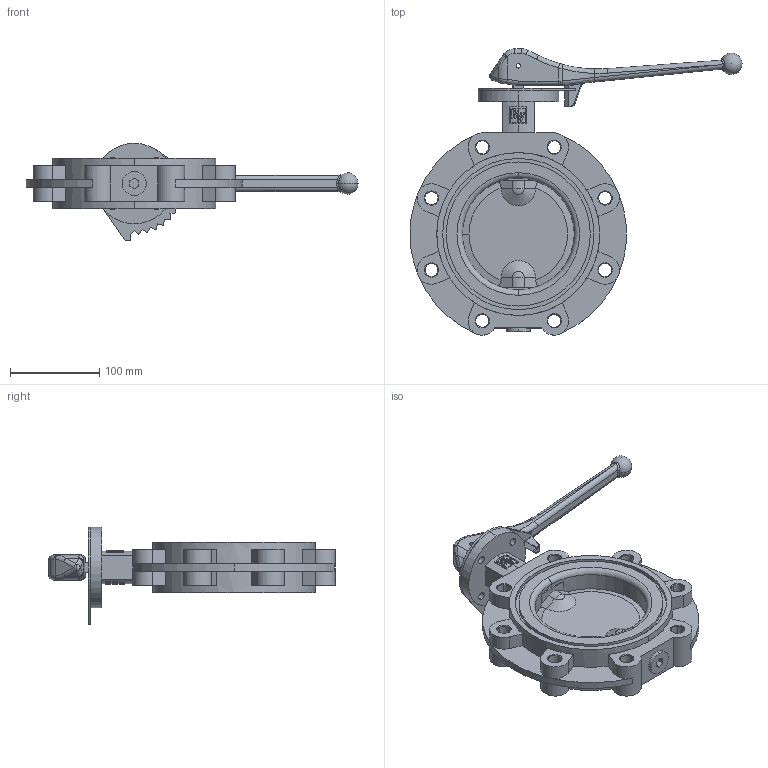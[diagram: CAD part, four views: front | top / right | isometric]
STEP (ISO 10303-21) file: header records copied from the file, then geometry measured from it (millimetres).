
FILE_DESCRIPTION (( 'STEP AP214' ), '1' );
FILE_NAME ('EVTLS DN125 PN16 - LEVER L2.STEP', '2020-03-10T09:35:02', ( 'Administrator' ), ( 'EuroValve' ), 'SwSTEP 2.0', 'SolidWorks 2015', '' );
FILE_SCHEMA (( 'AUTOMOTIVE_DESIGN' ));
Length unit declared in the file: millimetre
Products named in the file (3): EVTLS DN40-350_DN 125 PN16; EVTLS DN125 PN16 - LEVER L2; EV LEVER L2
Assembly tree (2 placements, depth 2):
  EVTLS DN125 PN16 - LEVER L2
    EVTLS DN40-350_DN 125 PN16
    EV LEVER L2
Bounding box: 371 x 319.99 x 109 mm (x, y, z)
Volume: 1498751.7 mm3; surface area: 231298.7 mm2
Topology: 2 solids, 2 shells, 644 faces, 1692 edges, 1062 vertices
Faces by surface type: plane 284, cylinder 167, bspline 110, cone 48, torus 25, sphere 10
Entity records: 25801 total; most frequent: CARTESIAN_POINT 7567, ORIENTED_EDGE 3338, DIRECTION 3027, EDGE_CURVE 1669, AXIS2_PLACEMENT_3D 1112, VERTEX_POINT 1057, VECTOR 803, LINE 803
